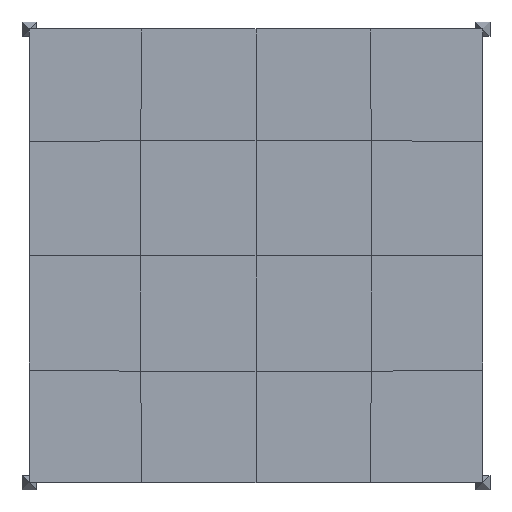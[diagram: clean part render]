
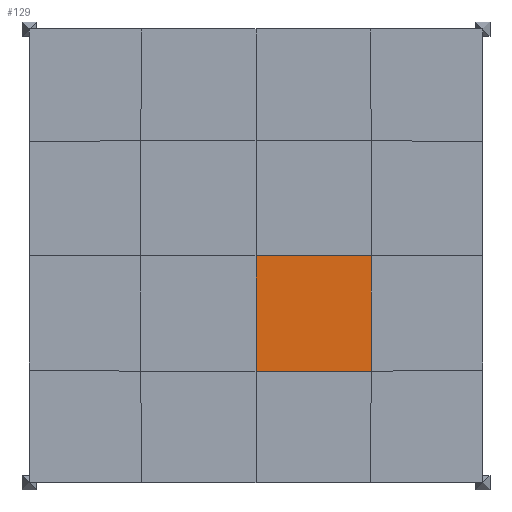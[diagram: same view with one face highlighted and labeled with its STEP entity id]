
A CAD part, top view. The second image highlights one B-rep face of the part: STEP entity #129.
In plain terms, the highlighted planar face has unit normal (0, 0, 1).
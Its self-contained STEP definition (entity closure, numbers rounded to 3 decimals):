
#129=ADVANCED_FACE('',(#341),#2705,.T.);
#341=FACE_OUTER_BOUND('',#553,.T.);
#553=EDGE_LOOP('',(#777,#778,#779,#780));
#777=ORIENTED_EDGE('',*,*,#1604,.T.);
#778=ORIENTED_EDGE('',*,*,#1602,.F.);
#779=ORIENTED_EDGE('',*,*,#1597,.T.);
#780=ORIENTED_EDGE('',*,*,#1600,.T.);
#1597=EDGE_CURVE('',#2429,#2430,#2013,.T.);
#1600=EDGE_CURVE('',#2430,#2431,#2016,.T.);
#1602=EDGE_CURVE('',#2429,#2432,#2018,.T.);
#1604=EDGE_CURVE('',#2431,#2432,#2020,.T.);
#2013=B_SPLINE_CURVE_WITH_KNOTS('',1,(#3370,#3371),.UNSPECIFIED.,.F.,.F.,
(2,2),(-6037.226,-4000.),.UNSPECIFIED.);
#2016=B_SPLINE_CURVE_WITH_KNOTS('',1,(#3376,#3377),.UNSPECIFIED.,.F.,.F.,
(2,2),(-4000.,-1962.774),.UNSPECIFIED.);
#2018=B_SPLINE_CURVE_WITH_KNOTS('',3,(#3380,#3381,#3382,#3383),
 .UNSPECIFIED.,.F.,.F.,(4,4),(0.,2033.345),.UNSPECIFIED.);
#2020=B_SPLINE_CURVE_WITH_KNOTS('',3,(#3386,#3387,#3388,#3389),
 .UNSPECIFIED.,.F.,.F.,(4,4),(0.,2033.345),.UNSPECIFIED.);
#2429=VERTEX_POINT('',#3358);
#2430=VERTEX_POINT('',#3359);
#2431=VERTEX_POINT('',#3360);
#2432=VERTEX_POINT('',#3361);
#2705=PLANE('',#2975);
#2975=AXIS2_PLACEMENT_3D('',#3352,#3161,$);
#3161=DIRECTION('',(0.,0.,1.));
#3352=CARTESIAN_POINT('',(10334.594,540.411,822.081));
#3358=CARTESIAN_POINT('',(16371.82,4540.411,822.081));
#3359=CARTESIAN_POINT('',(14334.594,4540.411,822.081));
#3360=CARTESIAN_POINT('',(14334.594,2503.185,822.081));
#3361=CARTESIAN_POINT('',(16367.935,2507.069,822.081));
#3370=CARTESIAN_POINT('',(16371.82,4540.411,822.081));
#3371=CARTESIAN_POINT('',(14334.594,4540.411,822.081));
#3376=CARTESIAN_POINT('',(14334.594,4540.411,822.081));
#3377=CARTESIAN_POINT('',(14334.594,2503.185,822.081));
#3380=CARTESIAN_POINT('',(16371.82,4540.411,822.081));
#3381=CARTESIAN_POINT('',(16370.525,3862.63,822.081));
#3382=CARTESIAN_POINT('',(16369.23,3184.85,822.081));
#3383=CARTESIAN_POINT('',(16367.935,2507.069,822.081));
#3386=CARTESIAN_POINT('',(14334.594,2503.185,822.081));
#3387=CARTESIAN_POINT('',(15012.375,2504.48,822.081));
#3388=CARTESIAN_POINT('',(15690.155,2505.775,822.081));
#3389=CARTESIAN_POINT('',(16367.935,2507.069,822.081));
